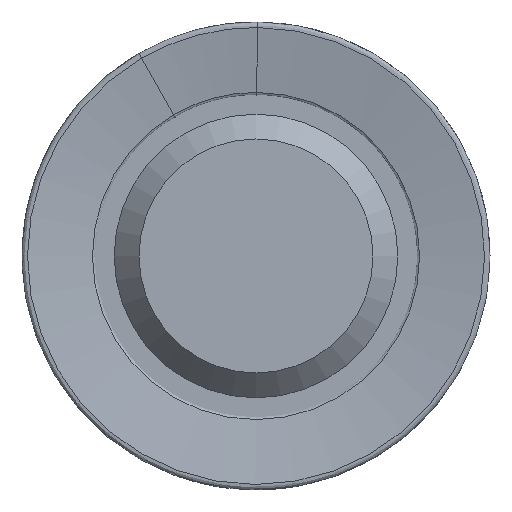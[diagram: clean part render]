
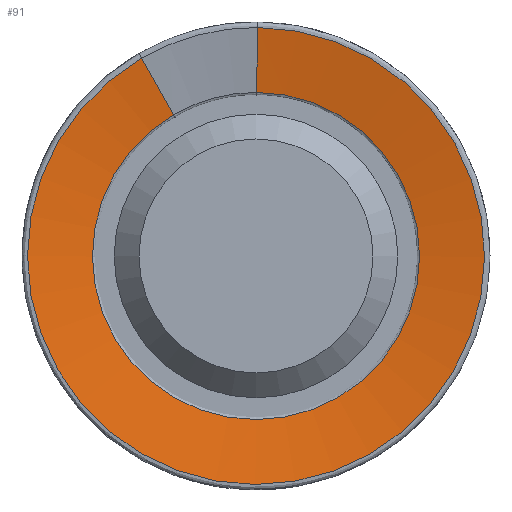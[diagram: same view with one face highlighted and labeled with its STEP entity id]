
A CAD part, left-side view. The second image highlights one B-rep face of the part: STEP entity #91.
In plain terms, the highlighted free-form (B-spline) face has degree [1, 3] with [2, 7] control points.
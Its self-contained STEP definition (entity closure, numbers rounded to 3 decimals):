
#91=ADVANCED_FACE('',(#158),#130,.F.);
#130=(
BOUNDED_SURFACE()
B_SPLINE_SURFACE(1,3,((#835,#836,#837,#838,#839,#840,#841),(#842,#843,#844,
#845,#846,#847,#848)),.UNSPECIFIED.,.F.,.F.,.F.)
B_SPLINE_SURFACE_WITH_KNOTS((2,2),(4,3,4),(0.,1.),(0.,0.5,1.),
 .UNSPECIFIED.)
GEOMETRIC_REPRESENTATION_ITEM()
RATIONAL_B_SPLINE_SURFACE(((1.,0.422,0.422,1.,0.422,
0.422,1.),(1.,0.422,0.422,1.,0.422,
0.422,1.)))
REPRESENTATION_ITEM('')
SURFACE()
);
#158=FACE_OUTER_BOUND('',#188,.T.);
#188=EDGE_LOOP('',(#268,#269,#270,#271));
#236=LINE('',#827,#248);
#237=LINE('',#832,#249);
#248=VECTOR('',#662,1.);
#249=VECTOR('',#665,1.);
#268=ORIENTED_EDGE('',*,*,#460,.F.);
#269=ORIENTED_EDGE('',*,*,#461,.F.);
#270=ORIENTED_EDGE('',*,*,#462,.F.);
#271=ORIENTED_EDGE('',*,*,#463,.T.);
#412=VERTEX_POINT('',#828);
#413=VERTEX_POINT('',#829);
#414=VERTEX_POINT('',#831);
#415=VERTEX_POINT('',#833);
#460=EDGE_CURVE('',#412,#413,#236,.T.);
#461=EDGE_CURVE('',#414,#412,#532,.T.);
#462=EDGE_CURVE('',#415,#414,#237,.T.);
#463=EDGE_CURVE('',#415,#413,#533,.T.);
#532=CIRCLE('',#587,39.063);
#533=CIRCLE('',#588,27.962);
#587=AXIS2_PLACEMENT_3D('',#830,#663,#664);
#588=AXIS2_PLACEMENT_3D('',#834,#666,#667);
#662=DIRECTION('',(0.173,-0.483,-0.859));
#663=DIRECTION('',(1.,0.,0.));
#664=DIRECTION('',(0.,-0.008,1.));
#665=DIRECTION('',(-0.173,-0.019,0.985));
#666=DIRECTION('',(1.,0.,0.));
#667=DIRECTION('',(0.,-0.003,1.));
#827=CARTESIAN_POINT('',(1.958,14.104,24.145));
#828=CARTESIAN_POINT('',(0.012,19.545,33.822));
#829=CARTESIAN_POINT('',(1.958,14.104,24.145));
#830=CARTESIAN_POINT('',(0.012,0.,0.));
#831=CARTESIAN_POINT('',(0.012,-0.3,39.062));
#832=CARTESIAN_POINT('',(1.958,-0.085,27.962));
#833=CARTESIAN_POINT('',(1.958,-0.085,27.962));
#834=CARTESIAN_POINT('',(1.958,0.,0.));
#835=CARTESIAN_POINT('',(1.958,-0.085,27.962));
#836=CARTESIAN_POINT('',(1.958,-43.901,27.829));
#837=CARTESIAN_POINT('',(1.958,-49.577,-15.618));
#838=CARTESIAN_POINT('',(1.958,-7.265,-27.002));
#839=CARTESIAN_POINT('',(1.958,35.047,-38.386));
#840=CARTESIAN_POINT('',(1.958,51.939,2.044));
#841=CARTESIAN_POINT('',(1.958,14.104,24.145));
#842=CARTESIAN_POINT('',(0.012,-0.3,39.062));
#843=CARTESIAN_POINT('',(0.012,-61.51,38.591));
#844=CARTESIAN_POINT('',(0.012,-69.156,-22.141));
#845=CARTESIAN_POINT('',(0.012,-9.973,-37.769));
#846=CARTESIAN_POINT('',(0.012,49.21,-53.396));
#847=CARTESIAN_POINT('',(0.012,72.544,3.194));
#848=CARTESIAN_POINT('',(0.012,19.545,33.822));
